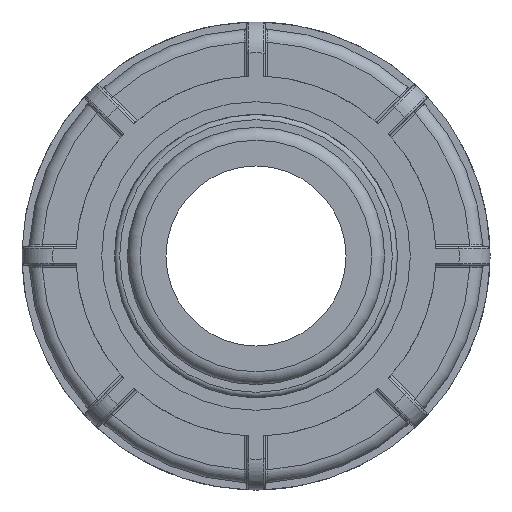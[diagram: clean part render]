
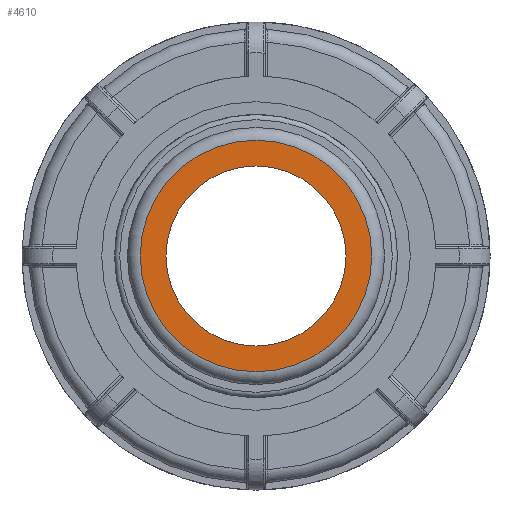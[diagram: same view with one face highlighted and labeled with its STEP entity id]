
A CAD part, left-side view. The second image highlights one B-rep face of the part: STEP entity #4610.
In plain terms, the highlighted planar face has unit normal (-1, 0, 0).
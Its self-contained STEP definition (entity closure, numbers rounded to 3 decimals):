
#70=FACE_BOUND('',#1383,.T.);
#152=PLANE('',#5098);
#1095=FACE_OUTER_BOUND('',#1382,.T.);
#1382=EDGE_LOOP('',(#4296));
#1383=EDGE_LOOP('',(#4297));
#1805=CIRCLE('',#5096,14.962);
#1807=CIRCLE('',#5099,11.637);
#2256=VERTEX_POINT('',#9494);
#2258=VERTEX_POINT('',#9499);
#2943=EDGE_CURVE('',#2256,#2256,#1805,.T.);
#2945=EDGE_CURVE('',#2258,#2258,#1807,.T.);
#4296=ORIENTED_EDGE('',*,*,#2943,.F.);
#4297=ORIENTED_EDGE('',*,*,#2945,.T.);
#4610=ADVANCED_FACE('',(#1095,#70),#152,.T.);
#5096=AXIS2_PLACEMENT_3D('',#9495,#6340,#6341);
#5098=AXIS2_PLACEMENT_3D('',#9498,#6344,#6345);
#5099=AXIS2_PLACEMENT_3D('',#9500,#6346,#6347);
#6340=DIRECTION('center_axis',(1.,0.,0.));
#6341=DIRECTION('ref_axis',(0.,-1.,0.));
#6344=DIRECTION('center_axis',(-1.,0.,0.));
#6345=DIRECTION('ref_axis',(0.,0.,1.));
#6346=DIRECTION('center_axis',(1.,0.,0.));
#6347=DIRECTION('ref_axis',(0.,0.,-1.));
#9494=CARTESIAN_POINT('',(-131.5,14.962,0.));
#9495=CARTESIAN_POINT('Origin',(-131.5,0.,0.));
#9498=CARTESIAN_POINT('Origin',(-131.5,16.625,0.));
#9499=CARTESIAN_POINT('',(-131.5,11.637,0.));
#9500=CARTESIAN_POINT('Origin',(-131.5,0.,0.));
